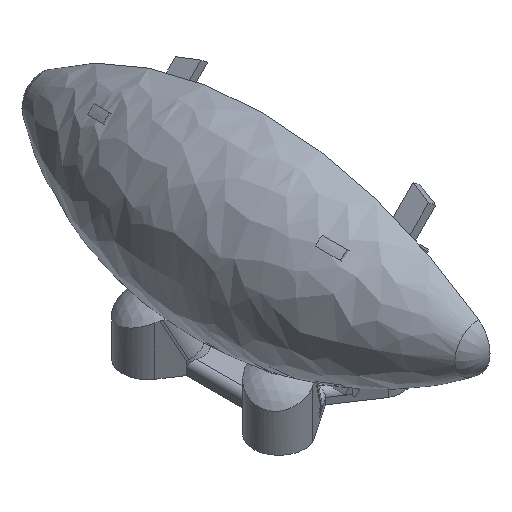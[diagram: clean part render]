
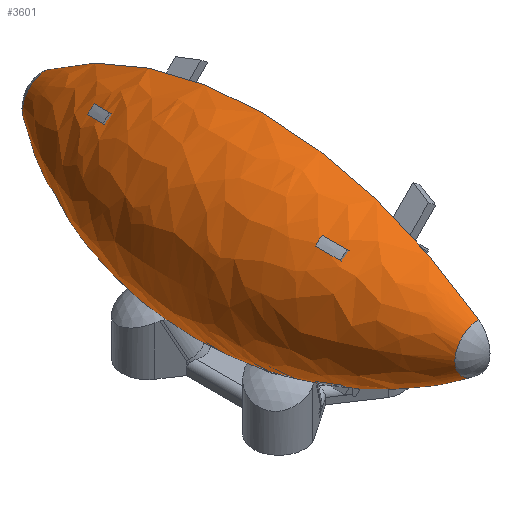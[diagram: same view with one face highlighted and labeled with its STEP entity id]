
A CAD part, isometric view. The second image highlights one B-rep face of the part: STEP entity #3601.
In plain terms, the highlighted free-form (B-spline) face has degree [2, 2] with [3, 5] control points.
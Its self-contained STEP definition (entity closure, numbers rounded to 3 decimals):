
#1086=FACE_OUTER_BOUND('',#1293,.T.);
#1293=EDGE_LOOP('',(#2488,#2489,#2490,#2491));
#1506=CIRCLE('',#3867,18.75);
#1507=CIRCLE('',#3868,288.045);
#1508=CIRCLE('',#3869,288.045);
#1509=CIRCLE('',#3870,18.75);
#1572=VERTEX_POINT('',#5216);
#1573=VERTEX_POINT('',#5227);
#1574=VERTEX_POINT('',#5254);
#1575=VERTEX_POINT('',#5256);
#1938=EDGE_CURVE('',#1572,#1573,#1506,.T.);
#1939=EDGE_CURVE('',#1574,#1572,#1507,.T.);
#1940=EDGE_CURVE('',#1575,#1573,#1508,.T.);
#1941=EDGE_CURVE('',#1574,#1575,#1509,.T.);
#2488=ORIENTED_EDGE('',*,*,#1939,.T.);
#2489=ORIENTED_EDGE('',*,*,#1938,.T.);
#2490=ORIENTED_EDGE('',*,*,#1940,.F.);
#2491=ORIENTED_EDGE('',*,*,#1941,.F.);
#3577=(
BOUNDED_SURFACE()
B_SPLINE_SURFACE(2,2,((#5239,#5240,#5241,#5242,#5243),(#5244,#5245,#5246,
#5247,#5248),(#5249,#5250,#5251,#5252,#5253)),.UNSPECIFIED.,.F.,.F.,.F.)
B_SPLINE_SURFACE_WITH_KNOTS((3,3),(3,2,3),(-0.636,0.636),
(0.,1.571,3.142),.UNSPECIFIED.)
GEOMETRIC_REPRESENTATION_ITEM()
RATIONAL_B_SPLINE_SURFACE(((1.,0.707,1.,0.707,1.),
(0.805,0.569,0.805,0.569,
0.805),(1.,0.707,1.,0.707,1.)))
REPRESENTATION_ITEM('')
SURFACE()
);
#3601=ADVANCED_FACE('',(#1086),#3577,.F.);
#3867=AXIS2_PLACEMENT_3D('',#5238,#4157,#4158);
#3868=AXIS2_PLACEMENT_3D('',#5255,#4159,#4160);
#3869=AXIS2_PLACEMENT_3D('',#5257,#4161,#4162);
#3870=AXIS2_PLACEMENT_3D('',#5258,#4163,#4164);
#4157=DIRECTION('center_axis',(0.,1.,0.));
#4158=DIRECTION('ref_axis',(0.,0.,-1.));
#4159=DIRECTION('center_axis',(-1.,0.,0.));
#4160=DIRECTION('ref_axis',(0.,0.594,-0.805));
#4161=DIRECTION('center_axis',(1.,0.,0.));
#4162=DIRECTION('ref_axis',(0.,0.594,0.805));
#4163=DIRECTION('center_axis',(0.,1.,0.));
#4164=DIRECTION('ref_axis',(0.,0.,-1.));
#5216=CARTESIAN_POINT('',(0.,-171.,-18.75));
#5227=CARTESIAN_POINT('',(0.,-171.,18.75));
#5238=CARTESIAN_POINT('Origin',(0.,-171.,0.));
#5239=CARTESIAN_POINT('Ctrl Pts',(0.,-171.,-18.75));
#5240=CARTESIAN_POINT('Ctrl Pts',(-18.75,-171.,-18.75));
#5241=CARTESIAN_POINT('Ctrl Pts',(-18.75,-171.,0.));
#5242=CARTESIAN_POINT('Ctrl Pts',(-18.75,-171.,18.75));
#5243=CARTESIAN_POINT('Ctrl Pts',(0.,-171.,18.75));
#5244=CARTESIAN_POINT('Ctrl Pts',(0.,0.,
-144.9));
#5245=CARTESIAN_POINT('Ctrl Pts',(-144.9,0.,
-144.9));
#5246=CARTESIAN_POINT('Ctrl Pts',(-144.9,0.,
0.));
#5247=CARTESIAN_POINT('Ctrl Pts',(-144.9,0.,
144.9));
#5248=CARTESIAN_POINT('Ctrl Pts',(0.,0.,
144.9));
#5249=CARTESIAN_POINT('Ctrl Pts',(0.,171.,-18.75));
#5250=CARTESIAN_POINT('Ctrl Pts',(-18.75,171.,-18.75));
#5251=CARTESIAN_POINT('Ctrl Pts',(-18.75,171.,0.));
#5252=CARTESIAN_POINT('Ctrl Pts',(-18.75,171.,18.75));
#5253=CARTESIAN_POINT('Ctrl Pts',(0.,171.,18.75));
#5254=CARTESIAN_POINT('',(0.,171.,-18.75));
#5255=CARTESIAN_POINT('Origin',(0.,0.,
213.045));
#5256=CARTESIAN_POINT('',(0.,171.,18.75));
#5257=CARTESIAN_POINT('Origin',(0.,0.,-213.045));
#5258=CARTESIAN_POINT('Origin',(0.,171.,0.));
